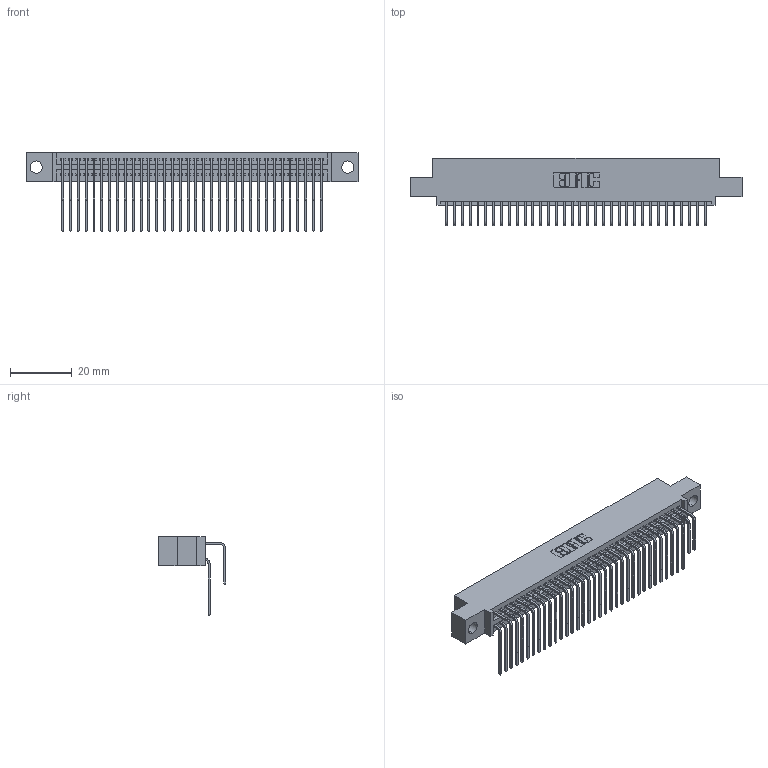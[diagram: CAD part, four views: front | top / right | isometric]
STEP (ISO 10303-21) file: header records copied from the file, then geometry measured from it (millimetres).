
FILE_DESCRIPTION (( 'STEP AP203' ), '1' );
FILE_NAME ('395-068-558-504.STEP', '2021-06-17T04:10:14', ( '' ), ( '' ), 'SwSTEP 2.0', 'SolidWorks 2020', '' );
FILE_SCHEMA (( 'CONFIG_CONTROL_DESIGN' ));
Length unit declared in the file: inch
Products named in the file (4): 345-292-001_558 559 Tail - 1; 395-068-558-504; 345 Part_0.110 Offset - 0.156 Dia-TI; 345-292-001_558 Tail - 2
Assembly tree (69 placements, depth 2):
  395-068-558-504
    345 Part_0.110 Offset - 0.156 Dia-TI
    345-292-001_558 559 Tail - 1  x34
    345-292-001_558 Tail - 2  x34
Bounding box: 107.57 x 21.83 x 25.53 mm (x, y, z)
Volume: 10588.1 mm3; surface area: 17285 mm2
Topology: 69 solids, 69 shells, 3680 faces, 10929 edges, 7194 vertices
Faces by surface type: plane 2478, cylinder 1202
Entity records: 29957 total; most frequent: CARTESIAN_POINT 5081, ORIENTED_EDGE 4962, DIRECTION 4461, EDGE_CURVE 2481, VECTOR 2173, LINE 2173, VERTEX_POINT 1650, AXIS2_PLACEMENT_3D 1144
